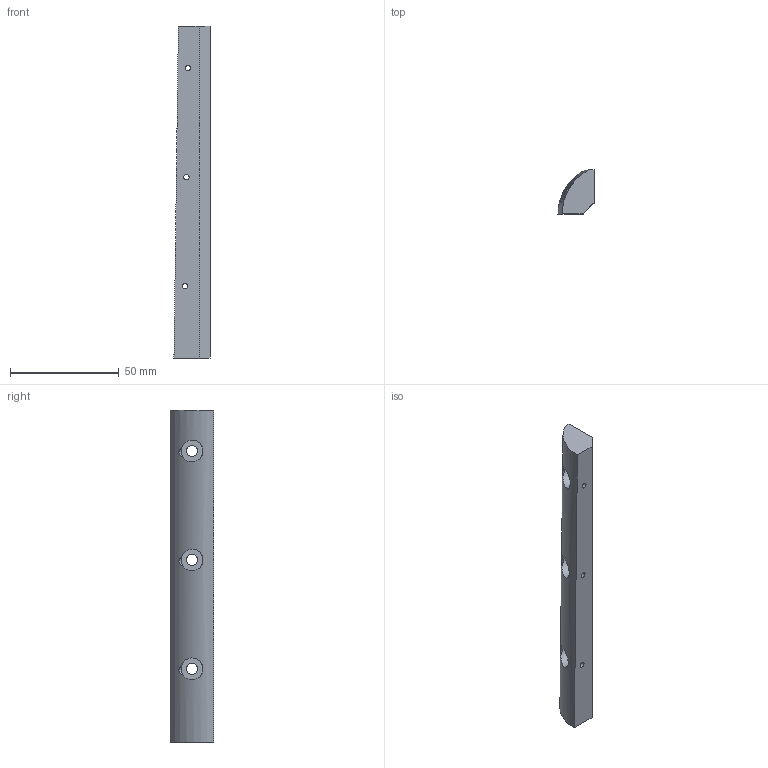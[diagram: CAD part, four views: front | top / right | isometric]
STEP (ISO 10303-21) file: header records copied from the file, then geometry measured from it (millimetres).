
FILE_DESCRIPTION(/* description */ ('STEP AP242','CAx-IF Rec.Pracs.---Representation and Presentation of Product Manufacturing Information (PMI)---4.0---2014-10-13','CAx-IF Rec.Pracs.---3D Tessellated Geometry---0.4---2014-09-14','2;1'),/* implementation_level */ '2;1');
FILE_NAME(/* name */ 'Neck - Grip - Middle Right',/* time_stamp */ '2025-01-11T07:21:05Z',/* author */ (''),/* organization */ (''),/* preprocessor_version */ 'ST-DEVELOPER v20',/* originating_system */ 'ONSHAPE BY PTC INC, 1.192',/* authorisation */ ' ');
FILE_SCHEMA (('AP242_MANAGED_MODEL_BASED_3D_ENGINEERING_MIM_LF { 1 0 10303 442 1 1 4 }'));
Length unit declared in the file: metre
Products named in the file (1): Grip - Middle Right
Bounding box: 16.56 x 20 x 152.32 mm (x, y, z)
Volume: 32535.7 mm3; surface area: 10646.9 mm2
Topology: 1 solids, 1 shells, 28 faces, 66 edges, 46 vertices
Faces by surface type: cylinder 16, plane 12
Full cylindrical faces by diameter (mm): 2.5 x3, 4 x3, 5.2 x3, 10 x3
Entity records: 813 total; most frequent: CARTESIAN_POINT 225, DIRECTION 111, ORIENTED_EDGE 90, EDGE_LOOP 58, FACE_BOUND 58, AXIS2_PLACEMENT_3D 49, EDGE_CURVE 45, VERTEX_POINT 37
